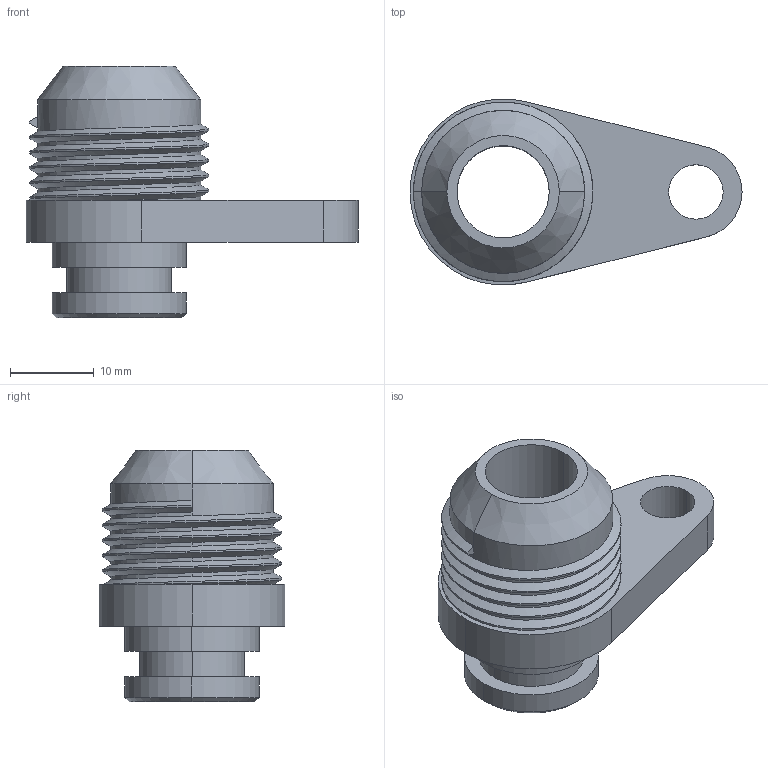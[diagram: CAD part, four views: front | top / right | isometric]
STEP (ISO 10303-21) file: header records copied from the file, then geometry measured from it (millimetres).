
FILE_DESCRIPTION (( 'STEP AP214' ), '1' );
FILE_NAME ('Raccord moteur 1.STEP', '2023-01-26T09:41:29', ( '' ), ( '' ), 'SwSTEP 2.0', 'SolidWorks 2023', '' );
FILE_SCHEMA (( 'AUTOMOTIVE_DESIGN' ));
Length unit declared in the file: millimetre
Products named in the file (1): Raccord moteur 1
Bounding box: 39.61 x 22.15 x 30 mm (x, y, z)
Volume: 6399.5 mm3; surface area: 4419.1 mm2
Topology: 1 solids, 1 shells, 41 faces, 99 edges, 64 vertices
Faces by surface type: cylinder 25, plane 9, cone 4, bspline 3
Entity records: 2300 total; most frequent: CARTESIAN_POINT 1375, ORIENTED_EDGE 198, DIRECTION 178, EDGE_CURVE 99, AXIS2_PLACEMENT_3D 71, VERTEX_POINT 64, EDGE_LOOP 49, ADVANCED_FACE 41
